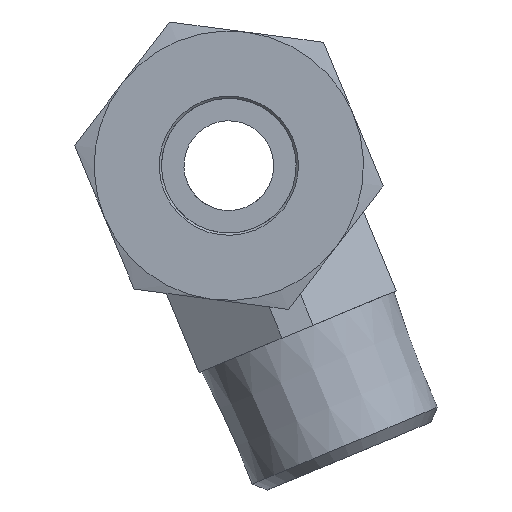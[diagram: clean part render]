
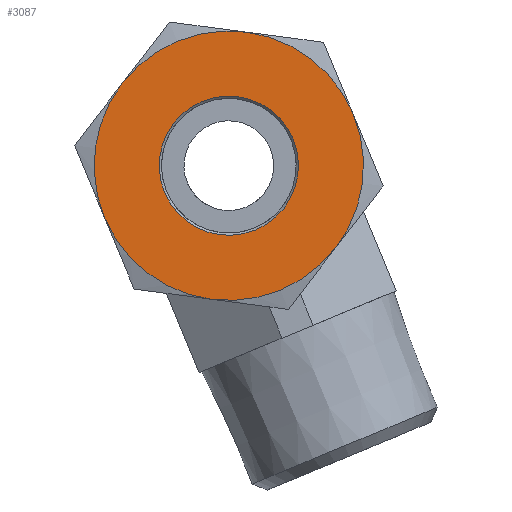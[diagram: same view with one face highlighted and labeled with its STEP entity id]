
A CAD part, front view. The second image highlights one B-rep face of the part: STEP entity #3087.
In plain terms, the highlighted face is planar.
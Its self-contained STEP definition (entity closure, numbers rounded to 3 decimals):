
#2991=CARTESIAN_POINT('',(6.2,0.,17.5));
#2992=VERTEX_POINT('',#2991);
#2993=CARTESIAN_POINT('',(0.0,0.0,17.5));
#2994=DIRECTION('',(0.0,0.0,1.0));
#2995=DIRECTION('',(-1.0,0.0,0.0));
#2996=AXIS2_PLACEMENT_3D('',#2993,#2994,#2995);
#2997=CIRCLE('',#2996,6.2);
#2998=EDGE_CURVE('',#2992,#2992,#2997,.T.);
#3023=CARTESIAN_POINT('',(0.,0.,17.5));
#3024=DIRECTION('',(0.0,0.0,1.0));
#3025=DIRECTION('',(1.0,0.0,0.0));
#3026=AXIS2_PLACEMENT_3D('',#3023,#3024,#3025);
#3027=PLANE('',#3026);
#3028=CARTESIAN_POINT('',(-6.,-10.392,17.5));
#3029=VERTEX_POINT('',#3028);
#3030=CARTESIAN_POINT('',(6.,-10.392,17.5));
#3031=VERTEX_POINT('',#3030);
#3032=CARTESIAN_POINT('',(0.0,0.0,17.5));
#3033=DIRECTION('',(0.0,0.0,1.0));
#3034=DIRECTION('',(-0.5,-0.866,0.0));
#3035=AXIS2_PLACEMENT_3D('',#3032,#3033,#3034);
#3036=CIRCLE('',#3035,12.);
#3037=EDGE_CURVE('',#3029,#3031,#3036,.T.);
#3038=ORIENTED_EDGE('',*,*,#3037,.T.);
#3039=CARTESIAN_POINT('',(12.0,0.,17.5));
#3040=VERTEX_POINT('',#3039);
#3041=CARTESIAN_POINT('',(0.0,0.0,17.5));
#3042=DIRECTION('',(0.0,0.0,1.0));
#3043=DIRECTION('',(-0.5,-0.866,0.0));
#3044=AXIS2_PLACEMENT_3D('',#3041,#3042,#3043);
#3045=CIRCLE('',#3044,12.);
#3046=EDGE_CURVE('',#3031,#3040,#3045,.T.);
#3047=ORIENTED_EDGE('',*,*,#3046,.T.);
#3048=CARTESIAN_POINT('',(6.,10.392,17.5));
#3049=VERTEX_POINT('',#3048);
#3050=CARTESIAN_POINT('',(0.0,0.0,17.5));
#3051=DIRECTION('',(0.0,0.0,1.0));
#3052=DIRECTION('',(-0.5,-0.866,0.0));
#3053=AXIS2_PLACEMENT_3D('',#3050,#3051,#3052);
#3054=CIRCLE('',#3053,12.);
#3055=EDGE_CURVE('',#3040,#3049,#3054,.T.);
#3056=ORIENTED_EDGE('',*,*,#3055,.T.);
#3057=CARTESIAN_POINT('',(-6.,10.392,17.5));
#3058=VERTEX_POINT('',#3057);
#3059=CARTESIAN_POINT('',(0.0,0.0,17.5));
#3060=DIRECTION('',(0.0,0.0,1.0));
#3061=DIRECTION('',(-0.5,-0.866,0.0));
#3062=AXIS2_PLACEMENT_3D('',#3059,#3060,#3061);
#3063=CIRCLE('',#3062,12.);
#3064=EDGE_CURVE('',#3049,#3058,#3063,.T.);
#3065=ORIENTED_EDGE('',*,*,#3064,.T.);
#3066=CARTESIAN_POINT('',(-12.,0.0,17.5));
#3067=VERTEX_POINT('',#3066);
#3068=CARTESIAN_POINT('',(0.0,0.0,17.5));
#3069=DIRECTION('',(0.0,0.0,1.0));
#3070=DIRECTION('',(-0.5,-0.866,0.0));
#3071=AXIS2_PLACEMENT_3D('',#3068,#3069,#3070);
#3072=CIRCLE('',#3071,12.);
#3073=EDGE_CURVE('',#3058,#3067,#3072,.T.);
#3074=ORIENTED_EDGE('',*,*,#3073,.T.);
#3075=CARTESIAN_POINT('',(0.0,0.0,17.5));
#3076=DIRECTION('',(0.0,0.0,1.0));
#3077=DIRECTION('',(-0.5,-0.866,0.0));
#3078=AXIS2_PLACEMENT_3D('',#3075,#3076,#3077);
#3079=CIRCLE('',#3078,12.);
#3080=EDGE_CURVE('',#3067,#3029,#3079,.T.);
#3081=ORIENTED_EDGE('',*,*,#3080,.T.);
#3082=EDGE_LOOP('',(#3038,#3047,#3056,#3065,#3074,#3081));
#3083=FACE_OUTER_BOUND('',#3082,.T.);
#3084=ORIENTED_EDGE('',*,*,#2998,.F.);
#3085=EDGE_LOOP('',(#3084));
#3086=FACE_BOUND('',#3085,.T.);
#3087=ADVANCED_FACE('',(#3083,#3086),#3027,.T.);
